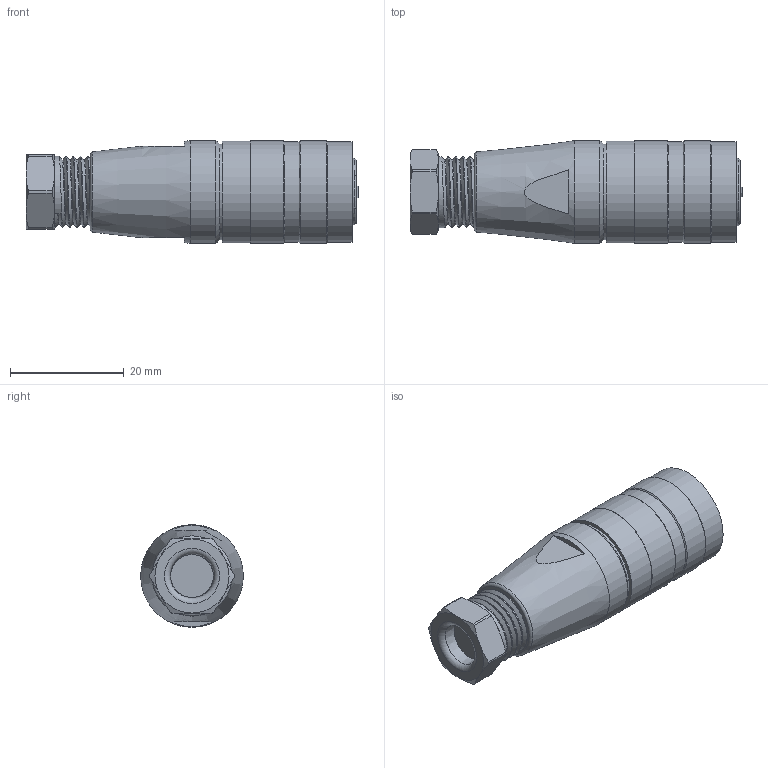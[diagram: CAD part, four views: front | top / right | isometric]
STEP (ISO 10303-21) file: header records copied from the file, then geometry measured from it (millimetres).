
FILE_DESCRIPTION(/* description */ (''),/* implementation_level */ '2;1');
FILE_NAME(/* name */ 'c091 31d005 100 2 customenxc001-01.stp',/* time_stamp */ '2019-07-08T13:40:48+02:00',/* author */ (''),/* organization */ (''),/* preprocessor_version */ 'ST-DEVELOPER v16.7',/* originating_system */ 'SIEMENS PLM Software NX 12.0',/* authorisation */ '');
FILE_SCHEMA (('AUTOMOTIVE_DESIGN { 1 0 10303 214 3 1 1 1 }'));
Length unit declared in the file: millimetre
Products named in the file (1): c091 31d005 100 2 customenxc001-01
Bounding box: 58.25 x 18 x 18 mm (x, y, z)
Volume: 11440.9 mm3; surface area: 4404.6 mm2
Topology: 1 solids, 1 shells, 127 faces, 318 edges, 205 vertices
Faces by surface type: plane 66, cylinder 30, cone 13, sphere 12, bspline 4, torus 2
Full cylindrical faces by diameter (mm): 12.5 x5, 14.8 x1, 15.2 x1, 16.7 x2, 17.6 x2, 17.9 x1, 18 x3
Entity records: 5419 total; most frequent: CARTESIAN_POINT 2002, DIRECTION 575, ORIENTED_EDGE 556, EDGE_CURVE 278, AXIS2_PLACEMENT_3D 225, VERTEX_POINT 189, EDGE_LOOP 155, LINE 125
